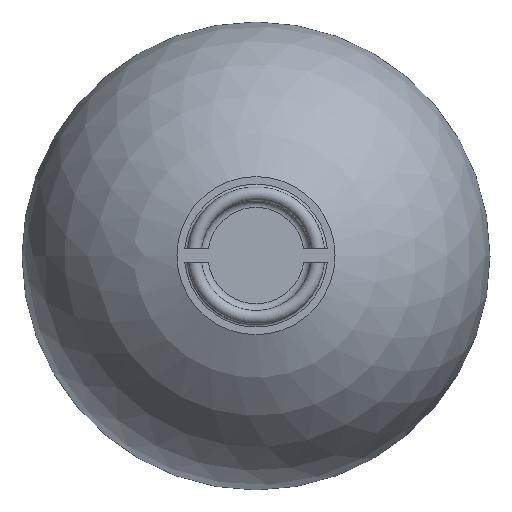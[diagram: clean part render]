
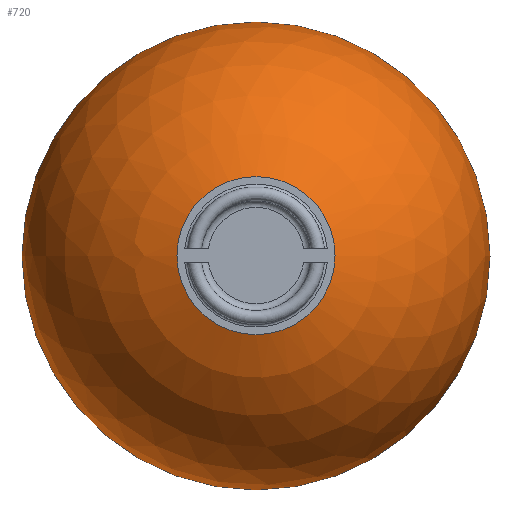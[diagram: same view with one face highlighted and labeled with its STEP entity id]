
A CAD part, top view. The second image highlights one B-rep face of the part: STEP entity #720.
In plain terms, the highlighted spherical face has radius 85 mm.
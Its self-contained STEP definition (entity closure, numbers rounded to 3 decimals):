
#16=SPHERICAL_SURFACE('',#824,85.);
#200=FACE_OUTER_BOUND('',#263,.T.);
#263=EDGE_LOOP('',(#662,#663,#664,#665));
#268=CIRCLE('',#743,85.);
#291=CIRCLE('',#779,28.723);
#308=CIRCLE('',#825,85.);
#313=VERTEX_POINT('',#1060);
#350=VERTEX_POINT('',#1301);
#384=EDGE_CURVE('',#313,#313,#268,.T.);
#431=EDGE_CURVE('',#350,#350,#291,.T.);
#473=EDGE_CURVE('',#350,#313,#308,.T.);
#662=ORIENTED_EDGE('',*,*,#431,.T.);
#663=ORIENTED_EDGE('',*,*,#473,.T.);
#664=ORIENTED_EDGE('',*,*,#384,.T.);
#665=ORIENTED_EDGE('',*,*,#473,.F.);
#720=ADVANCED_FACE('',(#200),#16,.T.);
#743=AXIS2_PLACEMENT_3D('',#1061,#846,#847);
#779=AXIS2_PLACEMENT_3D('',#1302,#926,#927);
#824=AXIS2_PLACEMENT_3D('',#1399,#1041,#1042);
#825=AXIS2_PLACEMENT_3D('',#1400,#1043,#1044);
#846=DIRECTION('center_axis',(0.,0.,1.));
#847=DIRECTION('ref_axis',(0.,1.,0.));
#926=DIRECTION('center_axis',(0.,0.,-1.));
#927=DIRECTION('ref_axis',(0.,-1.,0.));
#1041=DIRECTION('center_axis',(0.,0.,1.));
#1042=DIRECTION('ref_axis',(1.,0.,0.));
#1043=DIRECTION('center_axis',(0.,-1.,0.));
#1044=DIRECTION('ref_axis',(-1.,0.,0.));
#1060=CARTESIAN_POINT('',(-85.,0.,0.));
#1061=CARTESIAN_POINT('Origin',(0.,0.,0.));
#1301=CARTESIAN_POINT('',(-28.723,0.,80.));
#1302=CARTESIAN_POINT('Origin',(0.,0.,80.));
#1399=CARTESIAN_POINT('Origin',(0.,0.,0.));
#1400=CARTESIAN_POINT('Origin',(0.,0.,0.));
